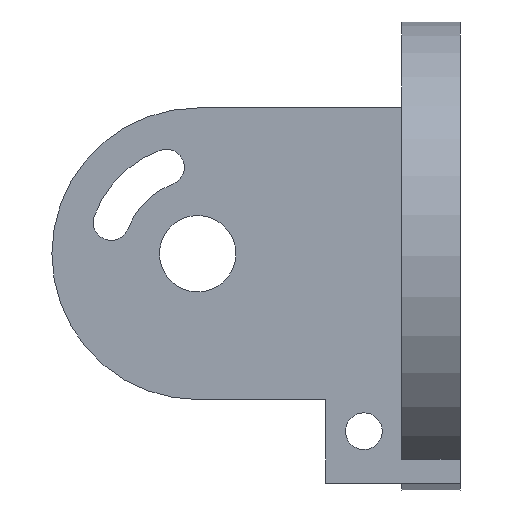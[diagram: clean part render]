
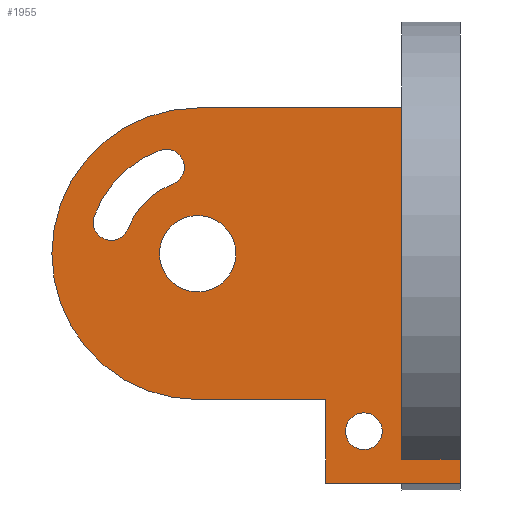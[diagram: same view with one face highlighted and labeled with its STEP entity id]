
A CAD part, left-side view. The second image highlights one B-rep face of the part: STEP entity #1955.
In plain terms, the highlighted planar face has unit normal (-1, 0, 0).
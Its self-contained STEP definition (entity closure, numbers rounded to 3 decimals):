
#47 = CARTESIAN_POINT ( 'NONE',  ( -20.2, -17.486, -38.884 ) ) ;
#52 = VECTOR ( 'NONE', #1708, 1000. ) ;
#96 = DIRECTION ( 'NONE',  ( 0., 0., 1. ) ) ;
#119 = LINE ( 'NONE', #1978, #141 ) ;
#141 = VECTOR ( 'NONE', #96, 1000. ) ;
#157 = CARTESIAN_POINT ( 'NONE',  ( -20.2, 50.395, 18.384 ) ) ;
#188 = VERTEX_POINT ( 'NONE', #1085 ) ;
#201 = DIRECTION ( 'NONE',  ( 0., 0., 1. ) ) ;
#229 = AXIS2_PLACEMENT_3D ( 'NONE', #718, #294, #865 ) ;
#289 = DIRECTION ( 'NONE',  ( 0., -1., 0. ) ) ;
#294 = DIRECTION ( 'NONE',  ( 1., 0., 0. ) ) ;
#314 = CARTESIAN_POINT ( 'NONE',  ( -20.2, 45., 0.46 ) ) ;
#318 = VECTOR ( 'NONE', #2150, 1000. ) ;
#340 = EDGE_CURVE ( 'NONE', #188, #1116, #1263, .T. ) ;
#353 = EDGE_CURVE ( 'NONE', #2652, #1537, #1891, .T. ) ;
#366 = CARTESIAN_POINT ( 'NONE',  ( -20.2, 10., -34.756 ) ) ;
#400 = DIRECTION ( 'NONE',  ( -1., 0., 0. ) ) ;
#411 = EDGE_LOOP ( 'NONE', ( #1919, #421, #1855, #1642, #1975, #2422, #623, #2304 ) ) ;
#416 = EDGE_CURVE ( 'NONE', #979, #1537, #654, .T. ) ;
#421 = ORIENTED_EDGE ( 'NONE', *, *, #2364, .T. ) ;
#440 = DIRECTION ( 'NONE',  ( 1., 0., 0. ) ) ;
#459 = DIRECTION ( 'NONE',  ( 0., -1., 0. ) ) ;
#472 = ORIENTED_EDGE ( 'NONE', *, *, #614, .F. ) ;
#495 = VERTEX_POINT ( 'NONE', #1693 ) ;
#500 = LINE ( 'NONE', #1340, #1328 ) ;
#512 = CARTESIAN_POINT ( 'NONE',  ( -20.2, 23., -24.54 ) ) ;
#513 = CIRCLE ( 'NONE', #2596, 3.15 ) ;
#518 = CIRCLE ( 'NONE', #2560, 3.1 ) ;
#526 = DIRECTION ( 'NONE',  ( 1., 0., 0. ) ) ;
#532 = ORIENTED_EDGE ( 'NONE', *, *, #1914, .T. ) ;
#551 = EDGE_CURVE ( 'NONE', #2652, #743, #119, .T. ) ;
#565 = CARTESIAN_POINT ( 'NONE',  ( -20.2, 23., -38.884 ) ) ;
#580 = CARTESIAN_POINT ( 'NONE',  ( -20.2, 59.824, 5.855 ) ) ;
#584 = DIRECTION ( 'NONE',  ( 1., 0., 0. ) ) ;
#593 = DIRECTION ( 'NONE',  ( 0., 0., 1. ) ) ;
#595 = CARTESIAN_POINT ( 'NONE',  ( -20.2, 16.5, -33.121 ) ) ;
#602 = CARTESIAN_POINT ( 'NONE',  ( -20.2, 51.456, 18.197 ) ) ;
#614 = EDGE_CURVE ( 'NONE', #2214, #2381, #2050, .T. ) ;
#621 = CIRCLE ( 'NONE', #2151, 12.675 ) ;
#623 = ORIENTED_EDGE ( 'NONE', *, *, #2271, .T. ) ;
#637 = ORIENTED_EDGE ( 'NONE', *, *, #2671, .T. ) ;
#642 = VERTEX_POINT ( 'NONE', #1588 ) ;
#654 = LINE ( 'NONE', #1076, #52 ) ;
#673 = ORIENTED_EDGE ( 'NONE', *, *, #2234, .T. ) ;
#695 = CARTESIAN_POINT ( 'NONE',  ( -20.2, 49.335, 12.371 ) ) ;
#700 = ORIENTED_EDGE ( 'NONE', *, *, #1108, .F. ) ;
#718 = CARTESIAN_POINT ( 'NONE',  ( -20.2, 16.5, -29.971 ) ) ;
#743 = VERTEX_POINT ( 'NONE', #806 ) ;
#752 = DIRECTION ( 'NONE',  ( 0., 0., -1. ) ) ;
#762 = LINE ( 'NONE', #2154, #1809 ) ;
#778 = DIRECTION ( 'NONE',  ( 0., 0., -1. ) ) ;
#785 = AXIS2_PLACEMENT_3D ( 'NONE', #1487, #440, #1277 ) ;
#806 = CARTESIAN_POINT ( 'NONE',  ( -20.2, 0., -34.756 ) ) ;
#813 = CARTESIAN_POINT ( 'NONE',  ( -20.2, 45., 0.46 ) ) ;
#865 = DIRECTION ( 'NONE',  ( 0., 0., -1. ) ) ;
#898 = ORIENTED_EDGE ( 'NONE', *, *, #1303, .T. ) ;
#907 = CARTESIAN_POINT ( 'NONE',  ( -20.2, 50.395, 15.284 ) ) ;
#916 = CARTESIAN_POINT ( 'NONE',  ( -20.2, 45., -24.54 ) ) ;
#924 = CIRCLE ( 'NONE', #785, 6.55 ) ;
#940 = VERTEX_POINT ( 'NONE', #1963 ) ;
#953 = DIRECTION ( 'NONE',  ( 0., 0., 1. ) ) ;
#958 = DIRECTION ( 'NONE',  ( 0., 0., -1. ) ) ;
#979 = VERTEX_POINT ( 'NONE', #512 ) ;
#1021 = FACE_OUTER_BOUND ( 'NONE', #411, .T. ) ;
#1031 = DIRECTION ( 'NONE',  ( 1., 0., 0. ) ) ;
#1061 = CIRCLE ( 'NONE', #229, 3.15 ) ;
#1076 = CARTESIAN_POINT ( 'NONE',  ( -20.2, 23., 0. ) ) ;
#1085 = CARTESIAN_POINT ( 'NONE',  ( -20.2, 45., 25.46 ) ) ;
#1086 = VERTEX_POINT ( 'NONE', #366 ) ;
#1108 = EDGE_CURVE ( 'NONE', #642, #495, #518, .T. ) ;
#1116 = VERTEX_POINT ( 'NONE', #1222 ) ;
#1149 = AXIS2_PLACEMENT_3D ( 'NONE', #1170, #526, #958 ) ;
#1170 = CARTESIAN_POINT ( 'NONE',  ( -20.2, 45., 0.46 ) ) ;
#1191 = VERTEX_POINT ( 'NONE', #602 ) ;
#1200 = LINE ( 'NONE', #2646, #1236 ) ;
#1206 = DIRECTION ( 'NONE',  ( -1., 0., 0. ) ) ;
#1213 = FACE_BOUND ( 'NONE', #2081, .T. ) ;
#1222 = CARTESIAN_POINT ( 'NONE',  ( -20.2, 10., 25.46 ) ) ;
#1236 = VECTOR ( 'NONE', #1907, 1000. ) ;
#1263 = LINE ( 'NONE', #1747, #2062 ) ;
#1277 = DIRECTION ( 'NONE',  ( 0., 0., -1. ) ) ;
#1299 = AXIS2_PLACEMENT_3D ( 'NONE', #2232, #584, #1636 ) ;
#1303 = EDGE_CURVE ( 'NONE', #940, #2497, #924, .T. ) ;
#1328 = VECTOR ( 'NONE', #2167, 1000. ) ;
#1340 = CARTESIAN_POINT ( 'NONE',  ( -20.2, 10., 0. ) ) ;
#1378 = CARTESIAN_POINT ( 'NONE',  ( -20.2, 50.395, 15.284 ) ) ;
#1412 = PLANE ( 'NONE',  #1299 ) ;
#1423 = FACE_BOUND ( 'NONE', #1944, .T. ) ;
#1426 = VERTEX_POINT ( 'NONE', #916 ) ;
#1455 = ORIENTED_EDGE ( 'NONE', *, *, #2526, .T. ) ;
#1479 = EDGE_CURVE ( 'NONE', #2381, #1191, #1906, .T. ) ;
#1487 = CARTESIAN_POINT ( 'NONE',  ( -20.2, 45., 0.46 ) ) ;
#1514 = CARTESIAN_POINT ( 'NONE',  ( -20.2, 0., -38.884 ) ) ;
#1537 = VERTEX_POINT ( 'NONE', #565 ) ;
#1549 = DIRECTION ( 'NONE',  ( -1., 0., 0. ) ) ;
#1555 = EDGE_LOOP ( 'NONE', ( #700, #2285, #1904, #472, #1455 ) ) ;
#1565 = AXIS2_PLACEMENT_3D ( 'NONE', #1378, #1206, #953 ) ;
#1588 = CARTESIAN_POINT ( 'NONE',  ( -20.2, 62.737, 6.916 ) ) ;
#1628 = VERTEX_POINT ( 'NONE', #2485 ) ;
#1636 = DIRECTION ( 'NONE',  ( 0., 0., -1. ) ) ;
#1642 = ORIENTED_EDGE ( 'NONE', *, *, #353, .F. ) ;
#1693 = CARTESIAN_POINT ( 'NONE',  ( -20.2, 56.911, 4.795 ) ) ;
#1708 = DIRECTION ( 'NONE',  ( 0., 0., -1. ) ) ;
#1747 = CARTESIAN_POINT ( 'NONE',  ( -20.2, 70., 25.46 ) ) ;
#1809 = VECTOR ( 'NONE', #289, 1000. ) ;
#1817 = CARTESIAN_POINT ( 'NONE',  ( -20.2, 16.5, -29.971 ) ) ;
#1855 = ORIENTED_EDGE ( 'NONE', *, *, #416, .T. ) ;
#1891 = LINE ( 'NONE', #47, #318 ) ;
#1904 = ORIENTED_EDGE ( 'NONE', *, *, #1479, .F. ) ;
#1906 = CIRCLE ( 'NONE', #1565, 3.1 ) ;
#1907 = DIRECTION ( 'NONE',  ( 0., -1., 0. ) ) ;
#1914 = EDGE_CURVE ( 'NONE', #1628, #1959, #513, .T. ) ;
#1919 = ORIENTED_EDGE ( 'NONE', *, *, #2246, .F. ) ;
#1937 = CIRCLE ( 'NONE', #2407, 18.875 ) ;
#1944 = EDGE_LOOP ( 'NONE', ( #532, #637 ) ) ;
#1955 = ADVANCED_FACE ( 'NONE', ( #2040, #1423, #1213, #1021 ), #1412, .F. ) ;
#1959 = VERTEX_POINT ( 'NONE', #595 ) ;
#1963 = CARTESIAN_POINT ( 'NONE',  ( -20.2, 45., 7.01 ) ) ;
#1969 = AXIS2_PLACEMENT_3D ( 'NONE', #907, #1549, #2580 ) ;
#1975 = ORIENTED_EDGE ( 'NONE', *, *, #551, .T. ) ;
#1978 = CARTESIAN_POINT ( 'NONE',  ( -20.2, 0., 0. ) ) ;
#2001 = EDGE_CURVE ( 'NONE', #1191, #642, #1937, .T. ) ;
#2019 = EDGE_CURVE ( 'NONE', #1086, #743, #1200, .T. ) ;
#2040 = FACE_BOUND ( 'NONE', #1555, .T. ) ;
#2050 = CIRCLE ( 'NONE', #1969, 3.1 ) ;
#2053 = DIRECTION ( 'NONE',  ( 0., 0., 1. ) ) ;
#2058 = CARTESIAN_POINT ( 'NONE',  ( -20.2, 45., -6.09 ) ) ;
#2062 = VECTOR ( 'NONE', #459, 1000. ) ;
#2081 = EDGE_LOOP ( 'NONE', ( #673, #898 ) ) ;
#2150 = DIRECTION ( 'NONE',  ( 0., 1., 0. ) ) ;
#2151 = AXIS2_PLACEMENT_3D ( 'NONE', #813, #400, #201 ) ;
#2154 = CARTESIAN_POINT ( 'NONE',  ( -20.2, 70., -24.54 ) ) ;
#2167 = DIRECTION ( 'NONE',  ( 0., 0., 1. ) ) ;
#2192 = DIRECTION ( 'NONE',  ( 1., 0., 0. ) ) ;
#2214 = VERTEX_POINT ( 'NONE', #695 ) ;
#2232 = CARTESIAN_POINT ( 'NONE',  ( -20.2, 70., 0. ) ) ;
#2234 = EDGE_CURVE ( 'NONE', #2497, #940, #2320, .T. ) ;
#2246 = EDGE_CURVE ( 'NONE', #1426, #188, #2482, .T. ) ;
#2253 = DIRECTION ( 'NONE',  ( -1., 0., 0. ) ) ;
#2271 = EDGE_CURVE ( 'NONE', #1086, #1116, #500, .T. ) ;
#2285 = ORIENTED_EDGE ( 'NONE', *, *, #2001, .F. ) ;
#2304 = ORIENTED_EDGE ( 'NONE', *, *, #340, .F. ) ;
#2320 = CIRCLE ( 'NONE', #1149, 6.55 ) ;
#2364 = EDGE_CURVE ( 'NONE', #1426, #979, #762, .T. ) ;
#2381 = VERTEX_POINT ( 'NONE', #157 ) ;
#2407 = AXIS2_PLACEMENT_3D ( 'NONE', #2480, #2432, #2053 ) ;
#2422 = ORIENTED_EDGE ( 'NONE', *, *, #2019, .F. ) ;
#2432 = DIRECTION ( 'NONE',  ( -1., 0., 0. ) ) ;
#2480 = CARTESIAN_POINT ( 'NONE',  ( -20.2, 45., 0.46 ) ) ;
#2482 = CIRCLE ( 'NONE', #2660, 25. ) ;
#2485 = CARTESIAN_POINT ( 'NONE',  ( -20.2, 16.5, -26.821 ) ) ;
#2497 = VERTEX_POINT ( 'NONE', #2058 ) ;
#2526 = EDGE_CURVE ( 'NONE', #2214, #495, #621, .T. ) ;
#2560 = AXIS2_PLACEMENT_3D ( 'NONE', #580, #2253, #593 ) ;
#2580 = DIRECTION ( 'NONE',  ( 0., 0., 1. ) ) ;
#2596 = AXIS2_PLACEMENT_3D ( 'NONE', #1817, #1031, #778 ) ;
#2646 = CARTESIAN_POINT ( 'NONE',  ( -20.2, -113.703, -34.756 ) ) ;
#2652 = VERTEX_POINT ( 'NONE', #1514 ) ;
#2660 = AXIS2_PLACEMENT_3D ( 'NONE', #314, #2192, #752 ) ;
#2671 = EDGE_CURVE ( 'NONE', #1959, #1628, #1061, .T. ) ;
